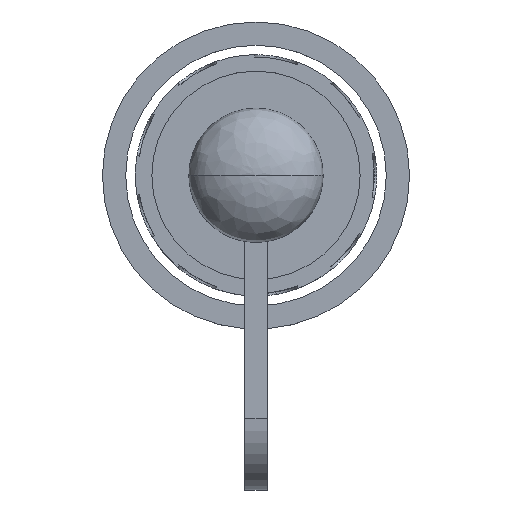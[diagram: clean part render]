
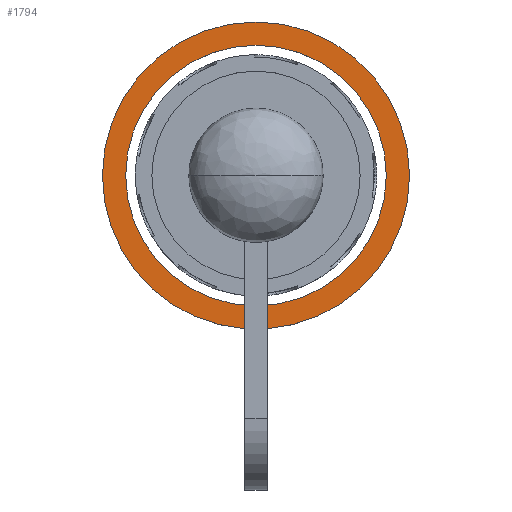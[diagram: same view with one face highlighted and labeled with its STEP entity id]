
A CAD part, top view. The second image highlights one B-rep face of the part: STEP entity #1794.
In plain terms, the highlighted planar face has unit normal (0, 0, 1).
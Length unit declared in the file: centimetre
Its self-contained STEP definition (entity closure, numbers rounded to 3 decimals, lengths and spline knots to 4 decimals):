
#16 = EDGE_CURVE ( 'NONE', #3036, #2663, #2802, .T. ) ;
#45 = AXIS2_PLACEMENT_3D ( 'NONE', #1776, #3029, #300 ) ;
#194 = AXIS2_PLACEMENT_3D ( 'NONE', #2464, #1435, #1160 ) ;
#254 = AXIS2_PLACEMENT_3D ( 'NONE', #478, #1983, #1953 ) ;
#300 = DIRECTION ( 'NONE',  ( 0., -1., 0. ) ) ;
#405 = AXIS2_PLACEMENT_3D ( 'NONE', #3090, #3122, #2088 ) ;
#420 = VERTEX_POINT ( 'NONE', #1556 ) ;
#478 = CARTESIAN_POINT ( 'NONE',  ( 0., 0., -0.3531 ) ) ;
#510 = CARTESIAN_POINT ( 'NONE',  ( -0.1321, -2.8194, -0.3531 ) ) ;
#519 = ORIENTED_EDGE ( 'NONE', *, *, #3037, .F. ) ;
#623 = AXIS2_PLACEMENT_3D ( 'NONE', #769, #737, #1706 ) ;
#737 = DIRECTION ( 'NONE',  ( 0., 0., -1. ) ) ;
#743 = ORIENTED_EDGE ( 'NONE', *, *, #944, .F. ) ;
#769 = CARTESIAN_POINT ( 'NONE',  ( 0., 0., -0.3531 ) ) ;
#807 = EDGE_CURVE ( 'NONE', #420, #1285, #816, .T. ) ;
#808 = EDGE_CURVE ( 'NONE', #1911, #3159, #1566, .T. ) ;
#816 = LINE ( 'NONE', #850, #1513 ) ;
#850 = CARTESIAN_POINT ( 'NONE',  ( 0.1321, -2.8194, -0.3531 ) ) ;
#944 = EDGE_CURVE ( 'NONE', #3215, #1911, #2737, .T. ) ;
#955 = DIRECTION ( 'NONE',  ( 0., 0., -1. ) ) ;
#998 = AXIS2_PLACEMENT_3D ( 'NONE', #1928, #955, #1446 ) ;
#999 = CARTESIAN_POINT ( 'NONE',  ( 0.1321, -1.7731, -0.3531 ) ) ;
#1040 = DIRECTION ( 'NONE',  ( 0., -1., 0. ) ) ;
#1112 = VERTEX_POINT ( 'NONE', #1753 ) ;
#1131 = CARTESIAN_POINT ( 'NONE',  ( 0.1321, -2.8194, -0.3531 ) ) ;
#1160 = DIRECTION ( 'NONE',  ( -1., 0., 0. ) ) ;
#1178 = CARTESIAN_POINT ( 'NONE',  ( 1.778, 0., -0.3531 ) ) ;
#1285 = VERTEX_POINT ( 'NONE', #3238 ) ;
#1428 = ORIENTED_EDGE ( 'NONE', *, *, #2622, .T. ) ;
#1435 = DIRECTION ( 'NONE',  ( 0., 0., -1. ) ) ;
#1446 = DIRECTION ( 'NONE',  ( -1., 0., 0. ) ) ;
#1513 = VECTOR ( 'NONE', #2074, 100. ) ;
#1556 = CARTESIAN_POINT ( 'NONE',  ( 0.1321, -2.8194, -0.3531 ) ) ;
#1566 = CIRCLE ( 'NONE', #405, 1.778 ) ;
#1624 = CARTESIAN_POINT ( 'NONE',  ( 1.5088, 0., -0.3531 ) ) ;
#1706 = DIRECTION ( 'NONE',  ( -1., 0., 0. ) ) ;
#1735 = VECTOR ( 'NONE', #1040, 100. ) ;
#1753 = CARTESIAN_POINT ( 'NONE',  ( -0.1321, -1.7731, -0.3531 ) ) ;
#1776 = CARTESIAN_POINT ( 'NONE',  ( 0.1321, -2.8194, -0.3531 ) ) ;
#1794 = ADVANCED_FACE ( 'NONE', ( #2302, #2275 ), #3078, .F. ) ;
#1813 = DIRECTION ( 'NONE',  ( 0., -1., 0. ) ) ;
#1911 = VERTEX_POINT ( 'NONE', #1178 ) ;
#1928 = CARTESIAN_POINT ( 'NONE',  ( 0., 0., -0.3531 ) ) ;
#1953 = DIRECTION ( 'NONE',  ( -1., 0., 0. ) ) ;
#1983 = DIRECTION ( 'NONE',  ( 0., 0., -1. ) ) ;
#2043 = EDGE_LOOP ( 'NONE', ( #519, #2306, #743, #2204, #2779, #2223 ) ) ;
#2048 = ORIENTED_EDGE ( 'NONE', *, *, #16, .T. ) ;
#2074 = DIRECTION ( 'NONE',  ( -1., 0., 0. ) ) ;
#2088 = DIRECTION ( 'NONE',  ( -1., 0., 0. ) ) ;
#2106 = CIRCLE ( 'NONE', #254, 1.778 ) ;
#2204 = ORIENTED_EDGE ( 'NONE', *, *, #2296, .F. ) ;
#2223 = ORIENTED_EDGE ( 'NONE', *, *, #807, .F. ) ;
#2236 = CARTESIAN_POINT ( 'NONE',  ( -1.778, 0., -0.3531 ) ) ;
#2275 = FACE_OUTER_BOUND ( 'NONE', #2043, .T. ) ;
#2296 = EDGE_CURVE ( 'NONE', #1112, #3215, #2106, .T. ) ;
#2302 = FACE_BOUND ( 'NONE', #2914, .T. ) ;
#2306 = ORIENTED_EDGE ( 'NONE', *, *, #808, .F. ) ;
#2320 = VECTOR ( 'NONE', #1813, 100. ) ;
#2428 = CIRCLE ( 'NONE', #998, 1.5088 ) ;
#2464 = CARTESIAN_POINT ( 'NONE',  ( 0., 0., -0.3531 ) ) ;
#2482 = EDGE_CURVE ( 'NONE', #1112, #1285, #2801, .T. ) ;
#2574 = LINE ( 'NONE', #1131, #2320 ) ;
#2622 = EDGE_CURVE ( 'NONE', #2663, #3036, #2428, .T. ) ;
#2663 = VERTEX_POINT ( 'NONE', #3252 ) ;
#2737 = CIRCLE ( 'NONE', #194, 1.778 ) ;
#2779 = ORIENTED_EDGE ( 'NONE', *, *, #2482, .T. ) ;
#2801 = LINE ( 'NONE', #510, #1735 ) ;
#2802 = CIRCLE ( 'NONE', #623, 1.5088 ) ;
#2914 = EDGE_LOOP ( 'NONE', ( #2048, #1428 ) ) ;
#3029 = DIRECTION ( 'NONE',  ( 0., 0., -1. ) ) ;
#3036 = VERTEX_POINT ( 'NONE', #1624 ) ;
#3037 = EDGE_CURVE ( 'NONE', #3159, #420, #2574, .T. ) ;
#3078 = PLANE ( 'NONE',  #45 ) ;
#3090 = CARTESIAN_POINT ( 'NONE',  ( 0., 0., -0.3531 ) ) ;
#3122 = DIRECTION ( 'NONE',  ( 0., 0., -1. ) ) ;
#3159 = VERTEX_POINT ( 'NONE', #999 ) ;
#3215 = VERTEX_POINT ( 'NONE', #2236 ) ;
#3238 = CARTESIAN_POINT ( 'NONE',  ( -0.1321, -2.8194, -0.3531 ) ) ;
#3252 = CARTESIAN_POINT ( 'NONE',  ( -1.5088, 0., -0.3531 ) ) ;
